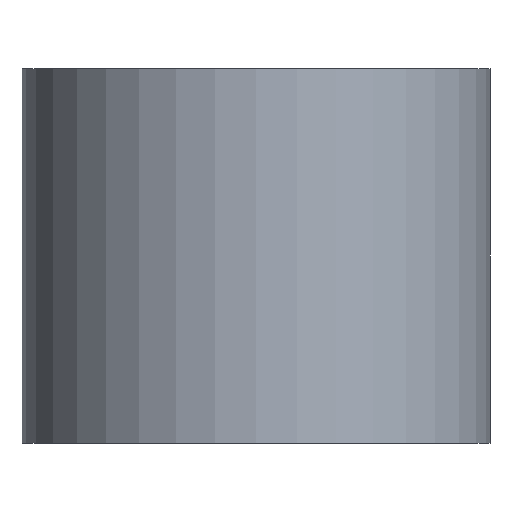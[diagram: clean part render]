
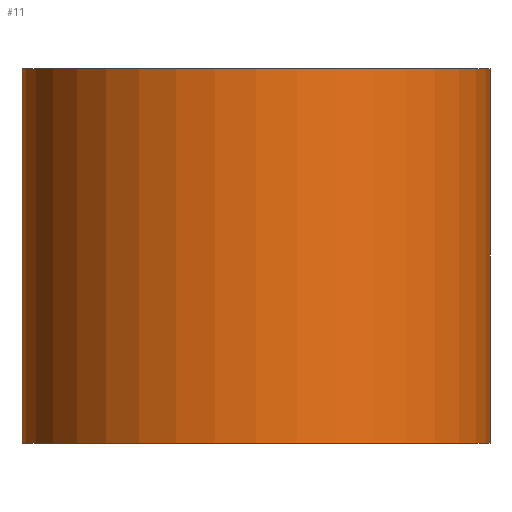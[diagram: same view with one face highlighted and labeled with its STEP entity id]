
A CAD part, front view. The second image highlights one B-rep face of the part: STEP entity #11.
In plain terms, the highlighted cylindrical face has radius 3.969 mm (diameter 7.938 mm), a partial arc.
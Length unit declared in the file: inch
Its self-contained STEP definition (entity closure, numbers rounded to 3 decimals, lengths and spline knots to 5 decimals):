
#11 = ADVANCED_FACE ( 'NONE', ( #122 ), #145, .T. ) ;
#15 = AXIS2_PLACEMENT_3D ( 'NONE', #244, #252, #249 ) ;
#25 = EDGE_CURVE ( 'NONE', #233, #223, #71, .T. ) ;
#30 = EDGE_CURVE ( 'NONE', #224, #234, #134, .T. ) ;
#36 = EDGE_CURVE ( 'NONE', #223, #234, #86, .T. ) ;
#37 = AXIS2_PLACEMENT_3D ( 'NONE', #251, #188, #226 ) ;
#45 = EDGE_CURVE ( 'NONE', #233, #224, #109, .T. ) ;
#50 = AXIS2_PLACEMENT_3D ( 'NONE', #241, #195, #197 ) ;
#71 = CIRCLE ( 'NONE', #15, 0.15625 ) ;
#79 = ORIENTED_EDGE ( 'NONE', *, *, #25, .F. ) ;
#84 = VECTOR ( 'NONE', #172, 39.37008 ) ;
#86 = LINE ( 'NONE', #238, #121 ) ;
#103 = EDGE_LOOP ( 'NONE', ( #136, #79, #130, #135 ) ) ;
#109 = LINE ( 'NONE', #173, #84 ) ;
#121 = VECTOR ( 'NONE', #212, 39.37008 ) ;
#122 = FACE_OUTER_BOUND ( 'NONE', #103, .T. ) ;
#130 = ORIENTED_EDGE ( 'NONE', *, *, #45, .T. ) ;
#134 = CIRCLE ( 'NONE', #37, 0.15625 ) ;
#135 = ORIENTED_EDGE ( 'NONE', *, *, #30, .T. ) ;
#136 = ORIENTED_EDGE ( 'NONE', *, *, #36, .F. ) ;
#145 = CYLINDRICAL_SURFACE ( 'NONE', #50, 0.15625 ) ;
#160 = CARTESIAN_POINT ( 'NONE',  ( 0.15625, 0., 0.125 ) ) ;
#172 = DIRECTION ( 'NONE',  ( 0., 0., -1. ) ) ;
#173 = CARTESIAN_POINT ( 'NONE',  ( -0.15625, 0., 0.125 ) ) ;
#175 = CARTESIAN_POINT ( 'NONE',  ( -0.15625, 0., -0.125 ) ) ;
#180 = CARTESIAN_POINT ( 'NONE',  ( 0.15625, 0., -0.125 ) ) ;
#183 = CARTESIAN_POINT ( 'NONE',  ( -0.15625, 0., 0.125 ) ) ;
#188 = DIRECTION ( 'NONE',  ( 0., 0., 1. ) ) ;
#195 = DIRECTION ( 'NONE',  ( 0., 0., -1. ) ) ;
#197 = DIRECTION ( 'NONE',  ( -1., 0., 0. ) ) ;
#212 = DIRECTION ( 'NONE',  ( 0., 0., -1. ) ) ;
#223 = VERTEX_POINT ( 'NONE', #160 ) ;
#224 = VERTEX_POINT ( 'NONE', #175 ) ;
#226 = DIRECTION ( 'NONE',  ( 1., 0., 0. ) ) ;
#233 = VERTEX_POINT ( 'NONE', #183 ) ;
#234 = VERTEX_POINT ( 'NONE', #180 ) ;
#238 = CARTESIAN_POINT ( 'NONE',  ( 0.15625, 0., 0.125 ) ) ;
#241 = CARTESIAN_POINT ( 'NONE',  ( 0., 0., 0.125 ) ) ;
#244 = CARTESIAN_POINT ( 'NONE',  ( 0., 0., 0.125 ) ) ;
#249 = DIRECTION ( 'NONE',  ( 1., 0., 0. ) ) ;
#251 = CARTESIAN_POINT ( 'NONE',  ( 0., 0., -0.125 ) ) ;
#252 = DIRECTION ( 'NONE',  ( 0., 0., 1. ) ) ;
